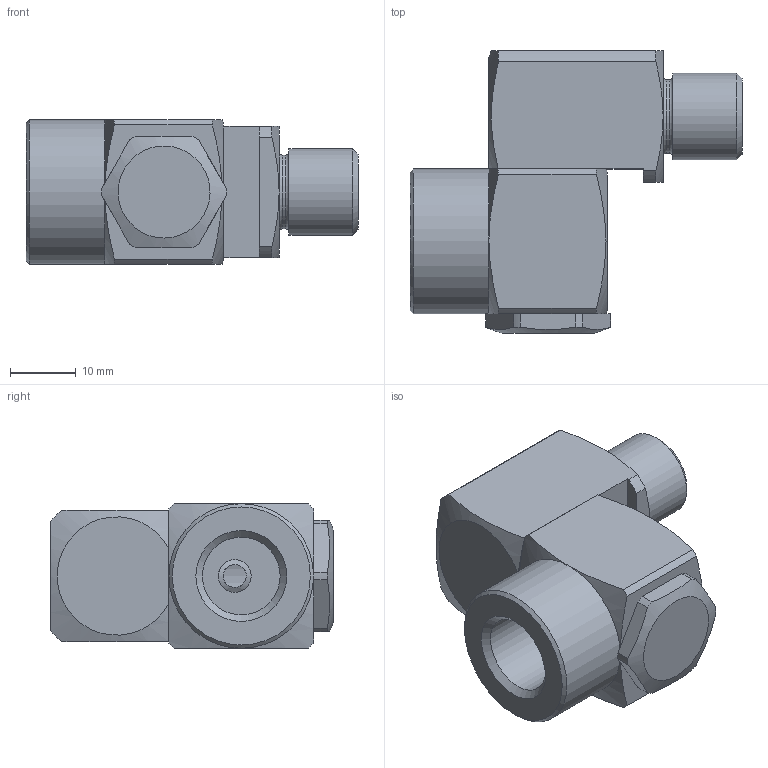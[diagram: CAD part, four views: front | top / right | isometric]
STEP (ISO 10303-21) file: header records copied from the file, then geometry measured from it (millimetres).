
FILE_DESCRIPTION(/* description */ ('Unknown'),/* implementation_level */ '2;1');
FILE_NAME(/* name */ '200330510 Düsenhalter ST-330',/* time_stamp */ '2020-06-29T15:24:18+02:00',/* author */ ('Unknown'),/* organization */ ('Unknown'),/* preprocessor_version */ 'ST-DEVELOPER v16.7',/* originating_system */ 'Solid Edge',/* authorisation */ 'Unknown');
FILE_SCHEMA (('AUTOMOTIVE_DESIGN {1 0 10303 214 3 1 1}'));
Length unit declared in the file: millimetre
Products named in the file (1): Part2
Bounding box: 50.5 x 43 x 22 mm (x, y, z)
Volume: 21391.2 mm3; surface area: 9265.5 mm2
Topology: 1 solids, 1 shells, 105 faces, 242 edges, 150 vertices
Faces by surface type: plane 39, cylinder 35, cone 23, torus 8
Full cylindrical faces by diameter (mm): 3.5 x2, 5 x2, 6 x1, 8.5 x1, 9 x1, 9.6 x2, 11.2 x1, 11.82 x1, 11.9 x4, 12 x2, 12.8 x1, 13.16 x1, 22 x1
Entity records: 3527 total; most frequent: CARTESIAN_POINT 651, DIRECTION 440, ORIENTED_EDGE 376, AXIS2_PLACEMENT_3D 195, EDGE_CURVE 188, FACE_BOUND 164, EDGE_LOOP 162, VERTEX_POINT 138
